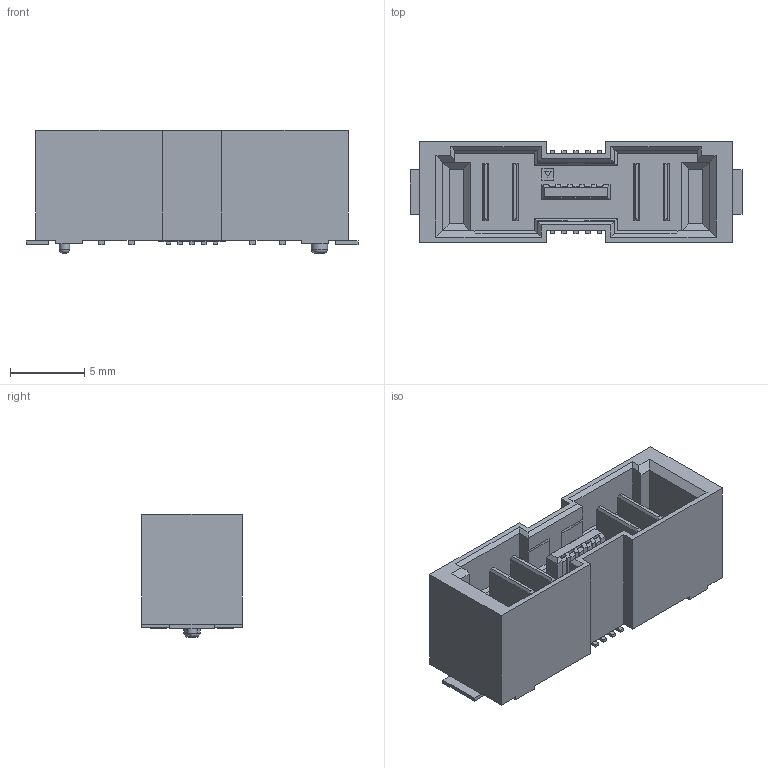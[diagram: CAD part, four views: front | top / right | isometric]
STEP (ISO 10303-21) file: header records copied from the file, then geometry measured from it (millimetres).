
FILE_DESCRIPTION(/* description */ (''),/* implementation_level */ '2;1');
FILE_NAME(/* name */ '10159558-410421RLF.step',/* time_stamp */ '2024-03-28T15:04:48+01:00',/* author */ (''),/* organization */ (''),/* preprocessor_version */ 'ST-DEVELOPER v20',/* originating_system */ 'Autodesk Translation Framework v12.14.0.127',/* authorisation */ '');
FILE_SCHEMA (('AUTOMOTIVE_DESIGN { 1 0 10303 214 3 1 1 }'));
Length unit declared in the file: millimetre
Products named in the file (2): (Non enregistré); BERGSTAK_HYBRID_P4_4P10S_7
Assembly tree (1 placements, depth 2):
  (Non enregistré)
    BERGSTAK_HYBRID_P4_4P10S_7
Bounding box: 22.4 x 6.8 x 8.3 mm (x, y, z)
Volume: 731.8 mm3; surface area: 1062.7 mm2
Topology: 1 solids, 1 shells, 400 faces, 1081 edges, 690 vertices
Faces by surface type: plane 396, cylinder 2, bspline 2
Full cylindrical faces by diameter (mm): 0.7 x1, 1.1 x1
Entity records: 12396 total; most frequent: CARTESIAN_POINT 2226, ORIENTED_EDGE 2162, DIRECTION 1893, EDGE_CURVE 1081, LINE 1071, VECTOR 1071, VERTEX_POINT 690, EDGE_LOOP 427
